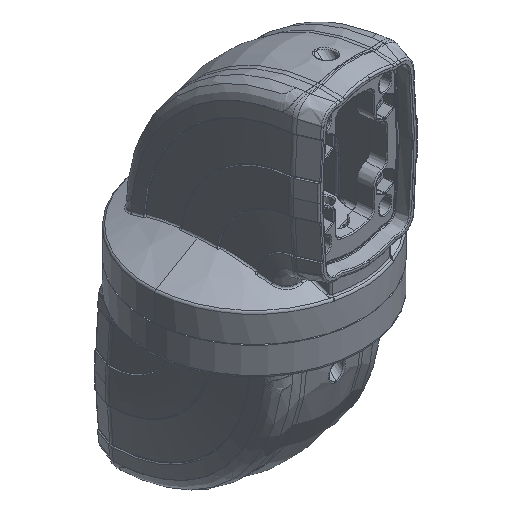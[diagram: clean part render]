
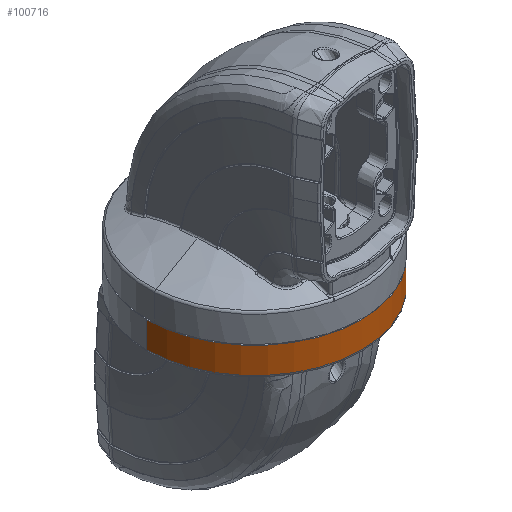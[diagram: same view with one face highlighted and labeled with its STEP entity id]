
A CAD part, isometric view. The second image highlights one B-rep face of the part: STEP entity #100716.
In plain terms, the highlighted cylindrical face has radius 59.5 mm (diameter 119 mm), a partial arc.
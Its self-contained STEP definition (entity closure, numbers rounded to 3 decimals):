
#2401 = AXIS2_PLACEMENT_3D ( 'NONE', #53435, #89864, #89331 ) ;
#10025 = CARTESIAN_POINT ( 'NONE',  ( 0.824, 2.933, 180.856 ) ) ;
#27174 = DIRECTION ( 'NONE',  ( 0., 0., -1. ) ) ;
#31270 = VERTEX_POINT ( 'NONE', #98654 ) ;
#33726 = CARTESIAN_POINT ( 'NONE',  ( -58.676, 2.933, 165.452 ) ) ;
#35452 = VERTEX_POINT ( 'NONE', #39738 ) ;
#39284 = LINE ( 'NONE', #33726, #43163 ) ;
#39738 = CARTESIAN_POINT ( 'NONE',  ( -58.676, 2.933, 180.856 ) ) ;
#41847 = ORIENTED_EDGE ( 'NONE', *, *, #122194, .F. ) ;
#43163 = VECTOR ( 'NONE', #95668, 1000. ) ;
#45234 = DIRECTION ( 'NONE',  ( 0., 0., 1. ) ) ;
#53435 = CARTESIAN_POINT ( 'NONE',  ( 0.824, 2.933, 165.452 ) ) ;
#54246 = CYLINDRICAL_SURFACE ( 'NONE', #2401, 59.5 ) ;
#57628 = AXIS2_PLACEMENT_3D ( 'NONE', #10025, #70396, #106750 ) ;
#58865 = VERTEX_POINT ( 'NONE', #157498 ) ;
#65169 = CARTESIAN_POINT ( 'NONE',  ( 0.824, 2.933, 166.354 ) ) ;
#70396 = DIRECTION ( 'NONE',  ( 0., 0., 1. ) ) ;
#71728 = FACE_OUTER_BOUND ( 'NONE', #84355, .T. ) ;
#76566 = EDGE_CURVE ( 'NONE', #90411, #35452, #39284, .T. ) ;
#84355 = EDGE_LOOP ( 'NONE', ( #133220, #141787, #126168, #41847 ) ) ;
#89331 = DIRECTION ( 'NONE',  ( 1., 0., 0. ) ) ;
#89864 = DIRECTION ( 'NONE',  ( 0., 0., 1. ) ) ;
#90411 = VERTEX_POINT ( 'NONE', #128888 ) ;
#95668 = DIRECTION ( 'NONE',  ( 0., 0., 1. ) ) ;
#97160 = CIRCLE ( 'NONE', #57628, 59.5 ) ;
#98654 = CARTESIAN_POINT ( 'NONE',  ( 60.324, 2.933, 166.354 ) ) ;
#100716 = ADVANCED_FACE ( 'NONE', ( #71728 ), #54246, .T. ) ;
#106750 = DIRECTION ( 'NONE',  ( -1., 0., 0. ) ) ;
#113460 = DIRECTION ( 'NONE',  ( 1., 0., 0. ) ) ;
#116227 = CIRCLE ( 'NONE', #130778, 59.5 ) ;
#119029 = CARTESIAN_POINT ( 'NONE',  ( 60.324, 2.933, 165.452 ) ) ;
#122194 = EDGE_CURVE ( 'NONE', #35452, #58865, #97160, .T. ) ;
#126168 = ORIENTED_EDGE ( 'NONE', *, *, #129343, .T. ) ;
#128888 = CARTESIAN_POINT ( 'NONE',  ( -58.676, 2.933, 166.354 ) ) ;
#129343 = EDGE_CURVE ( 'NONE', #31270, #58865, #139950, .T. ) ;
#130778 = AXIS2_PLACEMENT_3D ( 'NONE', #65169, #27174, #113460 ) ;
#133220 = ORIENTED_EDGE ( 'NONE', *, *, #76566, .F. ) ;
#139950 = LINE ( 'NONE', #119029, #151656 ) ;
#141787 = ORIENTED_EDGE ( 'NONE', *, *, #160552, .F. ) ;
#151656 = VECTOR ( 'NONE', #45234, 1000. ) ;
#157498 = CARTESIAN_POINT ( 'NONE',  ( 60.324, 2.933, 180.856 ) ) ;
#160552 = EDGE_CURVE ( 'NONE', #31270, #90411, #116227, .T. ) ;
